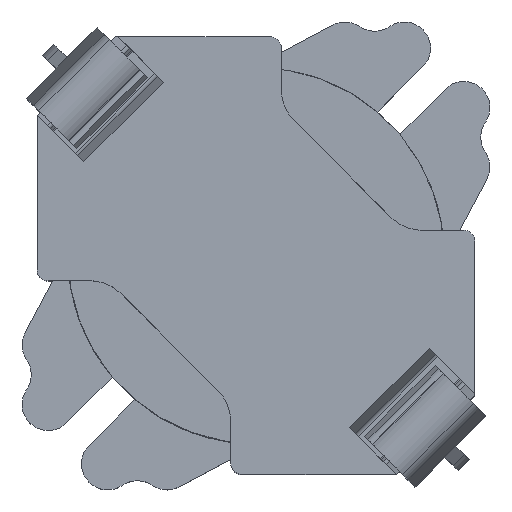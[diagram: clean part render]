
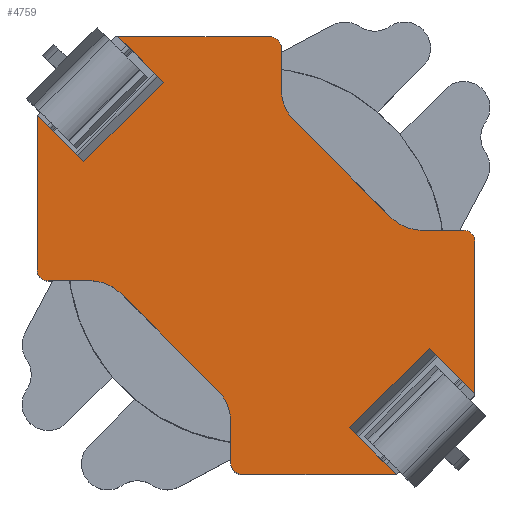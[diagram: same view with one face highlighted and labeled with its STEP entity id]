
A CAD part, top view. The second image highlights one B-rep face of the part: STEP entity #4759.
In plain terms, the highlighted planar face has unit normal (0, 0, 1).
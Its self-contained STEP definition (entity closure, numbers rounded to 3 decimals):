
#253=PLANE($,#5259);
#445=LINE($,#7971,#821);
#462=LINE($,#8033,#838);
#470=LINE($,#8060,#846);
#479=LINE($,#8097,#855);
#488=LINE($,#8123,#864);
#494=LINE($,#8209,#870);
#511=LINE($,#8271,#887);
#515=LINE($,#8284,#891);
#531=LINE($,#8331,#907);
#532=LINE($,#8336,#908);
#533=LINE($,#8340,#909);
#534=LINE($,#8343,#910);
#535=LINE($,#8345,#911);
#536=LINE($,#8349,#912);
#537=LINE($,#8353,#913);
#538=LINE($,#8357,#914);
#539=LINE($,#8358,#915);
#540=LINE($,#8360,#916);
#821=VECTOR($,#6215,2.954);
#838=VECTOR($,#6252,2.89);
#846=VECTOR($,#6270,0.004);
#855=VECTOR($,#6307,1.854);
#864=VECTOR($,#6330,1.854);
#870=VECTOR($,#6358,2.89);
#887=VECTOR($,#6395,2.954);
#891=VECTOR($,#6409,0.004);
#907=VECTOR($,#6455,5.06);
#908=VECTOR($,#6460,6.143);
#909=VECTOR($,#6463,1.854);
#910=VECTOR($,#6466,6.925);
#911=VECTOR($,#6467,6.835);
#912=VECTOR($,#6470,1.854);
#913=VECTOR($,#6473,6.143);
#914=VECTOR($,#6478,6.835);
#915=VECTOR($,#6479,5.06);
#916=VECTOR($,#6480,6.925);
#1281=FACE_OUTER_BOUND($,#1612,.T.);
#1612=EDGE_LOOP($,(#3940,#3941,#3942,#3943,#3944,#3945,#3946,#3947,#3948,
#3949,#3950,#3951,#3952,#3953,#3954,#3955,#3956,#3957,#3958,#3959,#3960,
#3961,#3962,#3963,#3964,#3965));
#1892=CIRCLE($,#5260,2.);
#1893=CIRCLE($,#5261,2.);
#1894=CIRCLE($,#5262,0.5);
#1895=CIRCLE($,#5263,0.5);
#1896=CIRCLE($,#5264,2.);
#1897=CIRCLE($,#5265,2.);
#1898=CIRCLE($,#5266,0.5);
#1899=CIRCLE($,#5267,0.5);
#2181=VERTEX_POINT($,#7969);
#2182=VERTEX_POINT($,#7970);
#2198=VERTEX_POINT($,#8031);
#2199=VERTEX_POINT($,#8032);
#2208=VERTEX_POINT($,#8058);
#2221=VERTEX_POINT($,#8095);
#2222=VERTEX_POINT($,#8096);
#2231=VERTEX_POINT($,#8121);
#2232=VERTEX_POINT($,#8122);
#2243=VERTEX_POINT($,#8207);
#2244=VERTEX_POINT($,#8208);
#2260=VERTEX_POINT($,#8269);
#2261=VERTEX_POINT($,#8270);
#2265=VERTEX_POINT($,#8283);
#2282=VERTEX_POINT($,#8333);
#2283=VERTEX_POINT($,#8335);
#2284=VERTEX_POINT($,#8337);
#2285=VERTEX_POINT($,#8339);
#2286=VERTEX_POINT($,#8341);
#2287=VERTEX_POINT($,#8344);
#2288=VERTEX_POINT($,#8346);
#2289=VERTEX_POINT($,#8348);
#2290=VERTEX_POINT($,#8350);
#2291=VERTEX_POINT($,#8352);
#2292=VERTEX_POINT($,#8355);
#2293=VERTEX_POINT($,#8359);
#2732=EDGE_CURVE($,#2181,#2182,#445,.T.);
#2755=EDGE_CURVE($,#2198,#2199,#462,.T.);
#2767=EDGE_CURVE($,#2182,#2208,#470,.T.);
#2785=EDGE_CURVE($,#2221,#2222,#479,.T.);
#2798=EDGE_CURVE($,#2231,#2232,#488,.T.);
#2813=EDGE_CURVE($,#2243,#2244,#494,.T.);
#2836=EDGE_CURVE($,#2260,#2261,#511,.T.);
#2843=EDGE_CURVE($,#2265,#2260,#515,.T.);
#2868=EDGE_CURVE($,#2243,#2261,#531,.T.);
#2869=EDGE_CURVE($,#2222,#2282,#1892,.T.);
#2870=EDGE_CURVE($,#2282,#2283,#532,.T.);
#2871=EDGE_CURVE($,#2283,#2284,#1893,.T.);
#2872=EDGE_CURVE($,#2284,#2285,#533,.T.);
#2873=EDGE_CURVE($,#2286,#2285,#1894,.T.);
#2874=EDGE_CURVE($,#2286,#2265,#534,.T.);
#2875=EDGE_CURVE($,#2244,#2287,#535,.T.);
#2876=EDGE_CURVE($,#2288,#2287,#1895,.T.);
#2877=EDGE_CURVE($,#2288,#2289,#536,.T.);
#2878=EDGE_CURVE($,#2289,#2290,#1896,.T.);
#2879=EDGE_CURVE($,#2290,#2291,#537,.T.);
#2880=EDGE_CURVE($,#2291,#2231,#1897,.T.);
#2881=EDGE_CURVE($,#2292,#2232,#1898,.T.);
#2882=EDGE_CURVE($,#2292,#2198,#538,.T.);
#2883=EDGE_CURVE($,#2199,#2181,#539,.T.);
#2884=EDGE_CURVE($,#2208,#2293,#540,.T.);
#2885=EDGE_CURVE($,#2221,#2293,#1899,.T.);
#3940=ORIENTED_EDGE($,*,*,#2785,.T.);
#3941=ORIENTED_EDGE($,*,*,#2869,.T.);
#3942=ORIENTED_EDGE($,*,*,#2870,.T.);
#3943=ORIENTED_EDGE($,*,*,#2871,.T.);
#3944=ORIENTED_EDGE($,*,*,#2872,.T.);
#3945=ORIENTED_EDGE($,*,*,#2873,.F.);
#3946=ORIENTED_EDGE($,*,*,#2874,.T.);
#3947=ORIENTED_EDGE($,*,*,#2843,.T.);
#3948=ORIENTED_EDGE($,*,*,#2836,.T.);
#3949=ORIENTED_EDGE($,*,*,#2868,.F.);
#3950=ORIENTED_EDGE($,*,*,#2813,.T.);
#3951=ORIENTED_EDGE($,*,*,#2875,.T.);
#3952=ORIENTED_EDGE($,*,*,#2876,.F.);
#3953=ORIENTED_EDGE($,*,*,#2877,.T.);
#3954=ORIENTED_EDGE($,*,*,#2878,.T.);
#3955=ORIENTED_EDGE($,*,*,#2879,.T.);
#3956=ORIENTED_EDGE($,*,*,#2880,.T.);
#3957=ORIENTED_EDGE($,*,*,#2798,.T.);
#3958=ORIENTED_EDGE($,*,*,#2881,.F.);
#3959=ORIENTED_EDGE($,*,*,#2882,.T.);
#3960=ORIENTED_EDGE($,*,*,#2755,.T.);
#3961=ORIENTED_EDGE($,*,*,#2883,.T.);
#3962=ORIENTED_EDGE($,*,*,#2732,.T.);
#3963=ORIENTED_EDGE($,*,*,#2767,.T.);
#3964=ORIENTED_EDGE($,*,*,#2884,.T.);
#3965=ORIENTED_EDGE($,*,*,#2885,.F.);
#4759=ADVANCED_FACE($,(#1281),#253,.T.);
#5259=AXIS2_PLACEMENT_3D($,#8332,#6456,#6457);
#5260=AXIS2_PLACEMENT_3D($,#8334,#6458,#6459);
#5261=AXIS2_PLACEMENT_3D($,#8338,#6461,#6462);
#5262=AXIS2_PLACEMENT_3D($,#8342,#6464,#6465);
#5263=AXIS2_PLACEMENT_3D($,#8347,#6468,#6469);
#5264=AXIS2_PLACEMENT_3D($,#8351,#6471,#6472);
#5265=AXIS2_PLACEMENT_3D($,#8354,#6474,#6475);
#5266=AXIS2_PLACEMENT_3D($,#8356,#6476,#6477);
#5267=AXIS2_PLACEMENT_3D($,#8361,#6481,#6482);
#6215=DIRECTION($,(-0.707,0.707,0.));
#6252=DIRECTION($,(0.707,-0.707,0.));
#6270=DIRECTION($,(-0.707,-0.707,0.));
#6307=DIRECTION($,(1.,0.,0.));
#6330=DIRECTION($,(0.,1.,0.));
#6358=DIRECTION($,(0.707,-0.707,0.));
#6395=DIRECTION($,(-0.707,0.707,0.));
#6409=DIRECTION($,(0.707,0.707,0.));
#6455=DIRECTION($,(-0.707,-0.707,0.));
#6456=DIRECTION('center_axis',(0.,0.,
1.));
#6457=DIRECTION('ref_axis',(0.707,0.707,0.));
#6458=DIRECTION('center_axis',(0.,0.,
-1.));
#6459=DIRECTION('ref_axis',(-0.707,-0.707,0.));
#6460=DIRECTION($,(0.707,-0.707,0.));
#6461=DIRECTION('center_axis',(0.,0.,
-1.));
#6462=DIRECTION('ref_axis',(-0.707,-0.707,0.));
#6463=DIRECTION($,(0.,-1.,0.));
#6464=DIRECTION('center_axis',(0.,0.,
-1.));
#6465=DIRECTION('ref_axis',(-0.707,-0.707,0.));
#6466=DIRECTION($,(1.,0.,0.));
#6467=DIRECTION($,(0.,1.,0.));
#6468=DIRECTION('center_axis',(0.,0.,
-1.));
#6469=DIRECTION('ref_axis',(-0.707,-0.707,0.));
#6470=DIRECTION($,(-1.,0.,0.));
#6471=DIRECTION('center_axis',(0.,0.,
-1.));
#6472=DIRECTION('ref_axis',(-0.707,-0.707,0.));
#6473=DIRECTION($,(-0.707,0.707,0.));
#6474=DIRECTION('center_axis',(0.,0.,
-1.));
#6475=DIRECTION('ref_axis',(-0.707,-0.707,0.));
#6476=DIRECTION('center_axis',(0.,0.,
-1.));
#6477=DIRECTION('ref_axis',(-0.707,-0.707,0.));
#6478=DIRECTION($,(-1.,0.,0.));
#6479=DIRECTION($,(-0.707,-0.707,0.));
#6480=DIRECTION($,(0.,-1.,0.));
#6481=DIRECTION('center_axis',(0.,0.,
-1.));
#6482=DIRECTION('ref_axis',(-0.707,-0.707,0.));
#7969=CARTESIAN_POINT('',(-7.692,4.207,16.5));
#7970=CARTESIAN_POINT('',(-9.781,6.296,16.5));
#7971=CARTESIAN_POINT($,(-8.292,4.807,16.5));
#8031=CARTESIAN_POINT('',(-6.158,9.829,16.5));
#8032=CARTESIAN_POINT('',(-4.114,7.785,16.5));
#8033=CARTESIAN_POINT($,(-3.986,7.657,16.5));
#8058=CARTESIAN_POINT('',(-9.784,6.293,16.5));
#8060=CARTESIAN_POINT($,(-3.036,13.041,16.5));
#8095=CARTESIAN_POINT('',(-9.284,-1.131,16.5));
#8096=CARTESIAN_POINT('',(-7.43,-1.131,16.5));
#8097=CARTESIAN_POINT($,(-9.284,-1.131,16.5));
#8121=CARTESIAN_POINT('',(1.176,7.475,16.5));
#8122=CARTESIAN_POINT('',(1.176,9.329,16.5));
#8123=CARTESIAN_POINT($,(1.176,7.475,16.5));
#8207=CARTESIAN_POINT('',(7.83,-4.159,16.5));
#8208=CARTESIAN_POINT('',(9.874,-6.203,16.5));
#8209=CARTESIAN_POINT($,(7.702,-4.031,16.5));
#8269=CARTESIAN_POINT('',(6.341,-9.826,16.5));
#8270=CARTESIAN_POINT('',(4.252,-7.737,16.5));
#8271=CARTESIAN_POINT($,(4.852,-8.337,16.5));
#8283=CARTESIAN_POINT('',(6.338,-9.829,16.5));
#8284=CARTESIAN_POINT($,(8.106,-8.061,16.5));
#8331=CARTESIAN_POINT($,(5.135,-6.855,16.5));
#8332=CARTESIAN_POINT('Origin',(-4.763,4.808,16.5));
#8333=CARTESIAN_POINT('',(-6.016,-1.717,16.5));
#8334=CARTESIAN_POINT('Origin',(-7.43,-3.131,16.5));
#8335=CARTESIAN_POINT('',(-1.672,-6.061,16.5));
#8336=CARTESIAN_POINT($,(0.505,-8.238,16.5));
#8337=CARTESIAN_POINT('',(-1.086,-7.475,16.5));
#8338=CARTESIAN_POINT('Origin',(-3.086,-7.475,16.5));
#8339=CARTESIAN_POINT('',(-1.086,-9.329,16.5));
#8340=CARTESIAN_POINT($,(-1.086,-7.475,16.5));
#8341=CARTESIAN_POINT('',(-0.586,-9.829,16.5));
#8342=CARTESIAN_POINT('Origin',(-0.586,-9.329,16.5));
#8343=CARTESIAN_POINT($,(-0.586,-9.829,16.5));
#8344=CARTESIAN_POINT('',(9.874,0.631,16.5));
#8345=CARTESIAN_POINT($,(9.874,-5.574,16.5));
#8346=CARTESIAN_POINT('',(9.374,1.131,16.5));
#8347=CARTESIAN_POINT('Origin',(9.374,0.631,16.5));
#8348=CARTESIAN_POINT('',(7.52,1.131,16.5));
#8349=CARTESIAN_POINT($,(9.374,1.131,16.5));
#8350=CARTESIAN_POINT('',(6.106,1.717,16.5));
#8351=CARTESIAN_POINT('Origin',(7.52,3.131,16.5));
#8352=CARTESIAN_POINT('',(1.762,6.061,16.5));
#8353=CARTESIAN_POINT($,(8.283,-0.46,16.5));
#8354=CARTESIAN_POINT('Origin',(3.176,7.475,16.5));
#8355=CARTESIAN_POINT('',(0.676,9.829,16.5));
#8356=CARTESIAN_POINT('Origin',(0.676,9.329,16.5));
#8357=CARTESIAN_POINT($,(0.676,9.829,16.5));
#8358=CARTESIAN_POINT($,(-1.262,10.638,16.5));
#8359=CARTESIAN_POINT('',(-9.784,-0.631,16.5));
#8360=CARTESIAN_POINT($,(-9.784,5.574,16.5));
#8361=CARTESIAN_POINT('Origin',(-9.284,-0.631,16.5));
